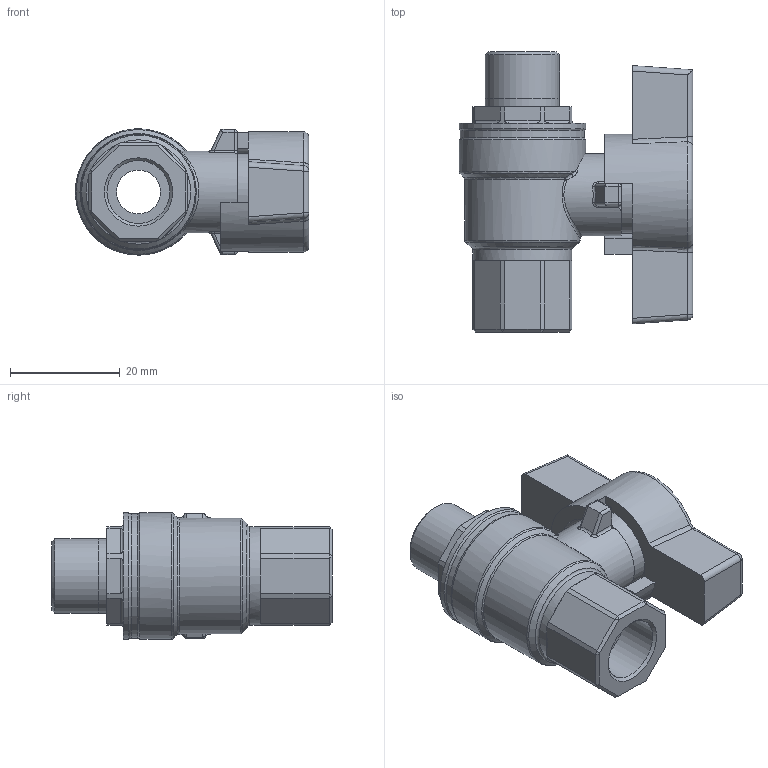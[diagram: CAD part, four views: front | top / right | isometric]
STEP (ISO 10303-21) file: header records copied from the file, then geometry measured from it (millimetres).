
FILE_DESCRIPTION(/* description */ ('Unknown'),/* implementation_level */ '2;1');
FILE_NAME(/* name */ '667-02',/* time_stamp */ '2022-05-25T12:22:45+02:00',/* author */ ('Unknown'),/* organization */ ('Unknown'),/* preprocessor_version */ 'ST-DEVELOPER v16.7',/* originating_system */ 'Solid Edge',/* authorisation */ 'Unknown');
FILE_SCHEMA (('AUTOMOTIVE_DESIGN {1 0 10303 214 3 1 1}'));
Length unit declared in the file: millimetre
Products named in the file (4): 2.287.010; 2.281.010; Flügelgriff 010-015; DIN934-M6.1.1
Assembly tree (3 placements, depth 2):
  2.287.010
    2.281.010
    Flügelgriff 010-015
    DIN934-M6.1.1
Bounding box: 42.5 x 51 x 23 mm (x, y, z)
Volume: 19861.9 mm3; surface area: 9430.6 mm2
Topology: 3 solids, 3 shells, 228 faces, 558 edges, 335 vertices
Faces by surface type: plane 122, cylinder 56, bspline 19, torus 13, sphere 10, cone 8
Full cylindrical faces by diameter (mm): 5 x1, 8 x1, 11.445 x1, 13.5 x2, 14 x1, 15 x1, 16.5 x2, 18 x1, 21 x1, 22.6 x1, 23 x2
Entity records: 7769 total; most frequent: CARTESIAN_POINT 1499, DIRECTION 1072, ORIENTED_EDGE 1032, EDGE_CURVE 516, AXIS2_PLACEMENT_3D 384, VERTEX_POINT 323, LINE 304, VECTOR 304
